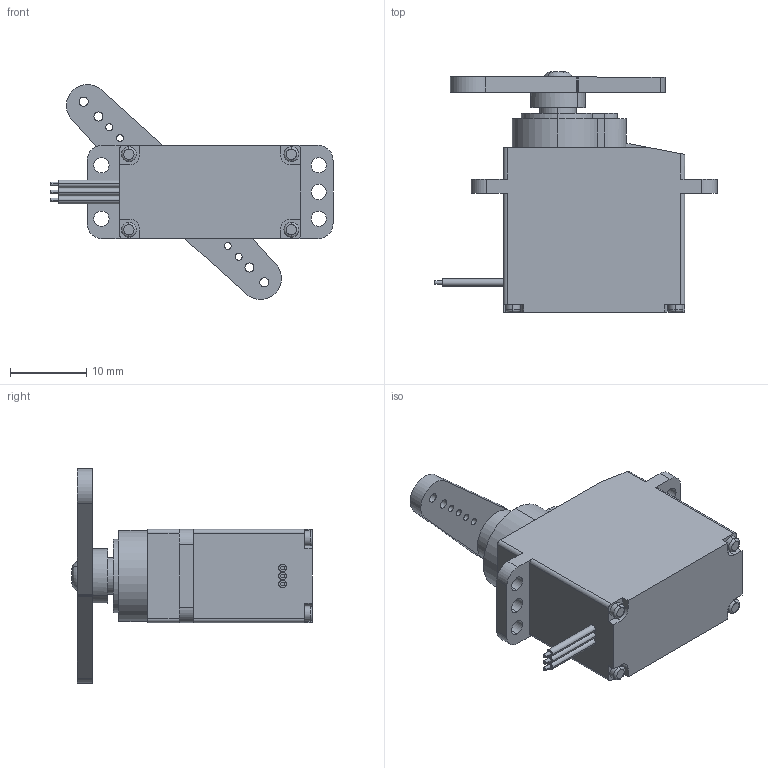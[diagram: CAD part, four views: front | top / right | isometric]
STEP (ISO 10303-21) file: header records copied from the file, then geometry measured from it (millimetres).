
FILE_DESCRIPTION (( 'STEP AP214' ), '1' );
FILE_NAME ('SM-S2309S.STEP', '2018-12-08T13:04:28', ( '' ), ( '' ), 'SwSTEP 2.0', 'SolidWorks 2017', '' );
FILE_SCHEMA (( 'AUTOMOTIVE_DESIGN' ));
Length unit declared in the file: millimetre
Products named in the file (7): SM-S2309S; SM-S2309S-Screw; SM-S2309S-Arm
Assembly tree (3 placements, depth 2):
  SM-S2309S
    SM-S2309S
    SM-S2309S-Arm
    SM-S2309S-Screw
  SM-S2309S-Arm
  SM-S2309S
  SM-S2309S-Screw
Bounding box: 37 x 31.55 x 28.19 mm (x, y, z)
Volume: 7490.7 mm3; surface area: 3559.3 mm2
Topology: 3 solids, 3 shells, 189 faces, 492 edges, 323 vertices
Faces by surface type: cylinder 98, plane 79, torus 10, cone 2
Entity records: 6626 total; most frequent: CARTESIAN_POINT 1086, DIRECTION 1086, ORIENTED_EDGE 980, EDGE_CURVE 490, AXIS2_PLACEMENT_3D 417, VERTEX_POINT 323, LINE 252, VECTOR 252
